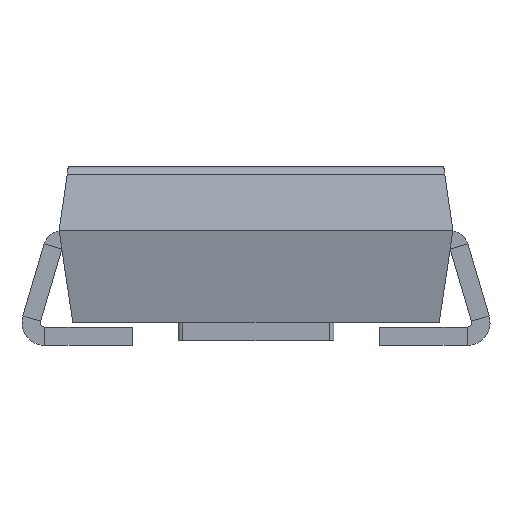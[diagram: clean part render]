
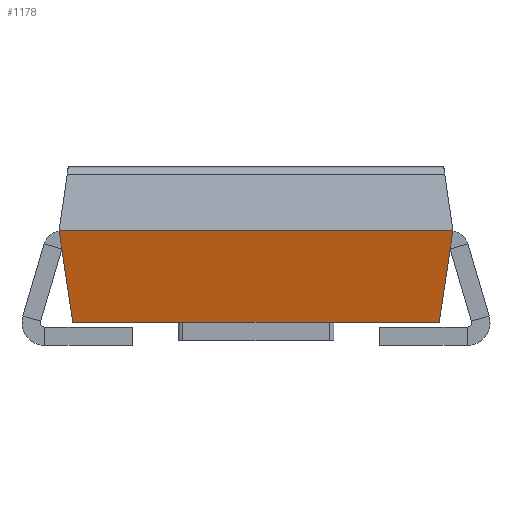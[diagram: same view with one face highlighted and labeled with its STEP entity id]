
A CAD part, front view. The second image highlights one B-rep face of the part: STEP entity #1178.
In plain terms, the highlighted free-form (B-spline) face has degree [1, 1] with [2, 2] control points.
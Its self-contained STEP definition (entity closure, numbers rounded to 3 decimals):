
#32 = PLANE('',#33);
#33 = AXIS2_PLACEMENT_3D('',#34,#35,#36);
#34 = CARTESIAN_POINT('',(0.,0.,0.26));
#35 = DIRECTION('',(-0.,-0.,-1.));
#36 = DIRECTION('',(-1.,0.,0.));
#290 = VERTEX_POINT('',#291);
#291 = CARTESIAN_POINT('',(2.,-1.1,0.26));
#305 = B_SPLINE_SURFACE_WITH_KNOTS('',1,1,(
    (#306,#307)
    ,(#308,#309
  )),.UNSPECIFIED.,.F.,.F.,.F.,(2,2),(2,2),(0.,2.7),(0.,1.),
  .PIECEWISE_BEZIER_KNOTS.);
#306 = CARTESIAN_POINT('',(2.,1.1,0.26));
#307 = CARTESIAN_POINT('',(2.15,1.35,1.26));
#308 = CARTESIAN_POINT('',(2.,-1.1,0.26));
#309 = CARTESIAN_POINT('',(2.15,-1.35,1.26));
#316 = EDGE_CURVE('',#290,#317,#319,.T.);
#317 = VERTEX_POINT('',#318);
#318 = CARTESIAN_POINT('',(-2.,-1.1,0.26));
#319 = SURFACE_CURVE('',#320,(#324,#331),.PCURVE_S1.);
#320 = LINE('',#321,#322);
#321 = CARTESIAN_POINT('',(2.,-1.1,0.26));
#322 = VECTOR('',#323,1.);
#323 = DIRECTION('',(-1.,0.,0.));
#324 = PCURVE('',#32,#325);
#325 = DEFINITIONAL_REPRESENTATION('',(#326),#330);
#326 = LINE('',#327,#328);
#327 = CARTESIAN_POINT('',(-2.,-1.1));
#328 = VECTOR('',#329,1.);
#329 = DIRECTION('',(1.,0.));
#330 = ( GEOMETRIC_REPRESENTATION_CONTEXT(2) 
PARAMETRIC_REPRESENTATION_CONTEXT() REPRESENTATION_CONTEXT('2D SPACE',''
  ) );
#331 = PCURVE('',#332,#337);
#332 = B_SPLINE_SURFACE_WITH_KNOTS('',1,1,(
    (#333,#334)
    ,(#335,#336
  )),.UNSPECIFIED.,.F.,.F.,.F.,(2,2),(2,2),(0.,4.3),(0.,1.),
  .PIECEWISE_BEZIER_KNOTS.);
#333 = CARTESIAN_POINT('',(2.,-1.1,0.26));
#334 = CARTESIAN_POINT('',(2.15,-1.35,1.26));
#335 = CARTESIAN_POINT('',(-2.,-1.1,0.26));
#336 = CARTESIAN_POINT('',(-2.15,-1.35,1.26));
#337 = DEFINITIONAL_REPRESENTATION('',(#338),#341);
#338 = B_SPLINE_CURVE_WITH_KNOTS('',1,(#339,#340),.UNSPECIFIED.,.F.,.F.,
  (2,2),(0.,4.),.PIECEWISE_BEZIER_KNOTS.);
#339 = CARTESIAN_POINT('',(0.,0.));
#340 = CARTESIAN_POINT('',(4.3,0.));
#341 = ( GEOMETRIC_REPRESENTATION_CONTEXT(2) 
PARAMETRIC_REPRESENTATION_CONTEXT() REPRESENTATION_CONTEXT('2D SPACE',''
  ) );
#357 = B_SPLINE_SURFACE_WITH_KNOTS('',1,1,(
    (#358,#359)
    ,(#360,#361
  )),.UNSPECIFIED.,.F.,.F.,.F.,(2,2),(2,2),(0.,2.7),(0.,1.),
  .PIECEWISE_BEZIER_KNOTS.);
#358 = CARTESIAN_POINT('',(-2.,-1.1,0.26));
#359 = CARTESIAN_POINT('',(-2.15,-1.35,1.26));
#360 = CARTESIAN_POINT('',(-2.,1.1,0.26));
#361 = CARTESIAN_POINT('',(-2.15,1.35,1.26));
#858 = EDGE_CURVE('',#317,#859,#861,.T.);
#859 = VERTEX_POINT('',#860);
#860 = CARTESIAN_POINT('',(-2.15,-1.35,1.26));
#861 = SURFACE_CURVE('',#862,(#865,#872),.PCURVE_S1.);
#862 = B_SPLINE_CURVE_WITH_KNOTS('',1,(#863,#864),.UNSPECIFIED.,.F.,.F.,
  (2,2),(0.,1.),.PIECEWISE_BEZIER_KNOTS.);
#863 = CARTESIAN_POINT('',(-2.,-1.1,0.26));
#864 = CARTESIAN_POINT('',(-2.15,-1.35,1.26));
#865 = PCURVE('',#357,#866);
#866 = DEFINITIONAL_REPRESENTATION('',(#867),#871);
#867 = LINE('',#868,#869);
#868 = CARTESIAN_POINT('',(0.,0.));
#869 = VECTOR('',#870,1.);
#870 = DIRECTION('',(0.,1.));
#871 = ( GEOMETRIC_REPRESENTATION_CONTEXT(2) 
PARAMETRIC_REPRESENTATION_CONTEXT() REPRESENTATION_CONTEXT('2D SPACE',''
  ) );
#872 = PCURVE('',#332,#873);
#873 = DEFINITIONAL_REPRESENTATION('',(#874),#878);
#874 = LINE('',#875,#876);
#875 = CARTESIAN_POINT('',(4.3,0.));
#876 = VECTOR('',#877,1.);
#877 = DIRECTION('',(0.,1.));
#878 = ( GEOMETRIC_REPRESENTATION_CONTEXT(2) 
PARAMETRIC_REPRESENTATION_CONTEXT() REPRESENTATION_CONTEXT('2D SPACE',''
  ) );
#1022 = EDGE_CURVE('',#290,#1023,#1025,.T.);
#1023 = VERTEX_POINT('',#1024);
#1024 = CARTESIAN_POINT('',(2.15,-1.35,1.26));
#1025 = SURFACE_CURVE('',#1026,(#1029,#1036),.PCURVE_S1.);
#1026 = B_SPLINE_CURVE_WITH_KNOTS('',1,(#1027,#1028),.UNSPECIFIED.,.F.,
  .F.,(2,2),(0.,1.),.PIECEWISE_BEZIER_KNOTS.);
#1027 = CARTESIAN_POINT('',(2.,-1.1,0.26));
#1028 = CARTESIAN_POINT('',(2.15,-1.35,1.26));
#1029 = PCURVE('',#305,#1030);
#1030 = DEFINITIONAL_REPRESENTATION('',(#1031),#1035);
#1031 = LINE('',#1032,#1033);
#1032 = CARTESIAN_POINT('',(2.7,0.));
#1033 = VECTOR('',#1034,1.);
#1034 = DIRECTION('',(0.,1.));
#1035 = ( GEOMETRIC_REPRESENTATION_CONTEXT(2) 
PARAMETRIC_REPRESENTATION_CONTEXT() REPRESENTATION_CONTEXT('2D SPACE',''
  ) );
#1036 = PCURVE('',#332,#1037);
#1037 = DEFINITIONAL_REPRESENTATION('',(#1038),#1042);
#1038 = LINE('',#1039,#1040);
#1039 = CARTESIAN_POINT('',(0.,0.));
#1040 = VECTOR('',#1041,1.);
#1041 = DIRECTION('',(0.,1.));
#1042 = ( GEOMETRIC_REPRESENTATION_CONTEXT(2) 
PARAMETRIC_REPRESENTATION_CONTEXT() REPRESENTATION_CONTEXT('2D SPACE',''
  ) );
#1178 = ADVANCED_FACE('',(#1179),#332,.F.);
#1179 = FACE_BOUND('',#1180,.F.);
#1180 = EDGE_LOOP('',(#1181,#1182,#1183,#1209));
#1181 = ORIENTED_EDGE('',*,*,#316,.T.);
#1182 = ORIENTED_EDGE('',*,*,#858,.T.);
#1183 = ORIENTED_EDGE('',*,*,#1184,.F.);
#1184 = EDGE_CURVE('',#1023,#859,#1185,.T.);
#1185 = SURFACE_CURVE('',#1186,(#1190,#1197),.PCURVE_S1.);
#1186 = LINE('',#1187,#1188);
#1187 = CARTESIAN_POINT('',(2.15,-1.35,1.26));
#1188 = VECTOR('',#1189,1.);
#1189 = DIRECTION('',(-1.,0.,0.));
#1190 = PCURVE('',#332,#1191);
#1191 = DEFINITIONAL_REPRESENTATION('',(#1192),#1196);
#1192 = LINE('',#1193,#1194);
#1193 = CARTESIAN_POINT('',(0.,1.));
#1194 = VECTOR('',#1195,1.);
#1195 = DIRECTION('',(1.,0.));
#1196 = ( GEOMETRIC_REPRESENTATION_CONTEXT(2) 
PARAMETRIC_REPRESENTATION_CONTEXT() REPRESENTATION_CONTEXT('2D SPACE',''
  ) );
#1197 = PCURVE('',#1198,#1203);
#1198 = B_SPLINE_SURFACE_WITH_KNOTS('',1,1,(
    (#1199,#1200)
    ,(#1201,#1202
    )),.UNSPECIFIED.,.F.,.F.,.F.,(2,2),(2,2),(0.,4.3),(0.,1.),
  .PIECEWISE_BEZIER_KNOTS.);
#1199 = CARTESIAN_POINT('',(2.15,-1.35,1.26));
#1200 = CARTESIAN_POINT('',(2.05,-1.2,1.96));
#1201 = CARTESIAN_POINT('',(-2.15,-1.35,1.26));
#1202 = CARTESIAN_POINT('',(-2.05,-1.2,1.96));
#1203 = DEFINITIONAL_REPRESENTATION('',(#1204),#1208);
#1204 = LINE('',#1205,#1206);
#1205 = CARTESIAN_POINT('',(0.,0.));
#1206 = VECTOR('',#1207,1.);
#1207 = DIRECTION('',(1.,0.));
#1208 = ( GEOMETRIC_REPRESENTATION_CONTEXT(2) 
PARAMETRIC_REPRESENTATION_CONTEXT() REPRESENTATION_CONTEXT('2D SPACE',''
  ) );
#1209 = ORIENTED_EDGE('',*,*,#1022,.F.);
